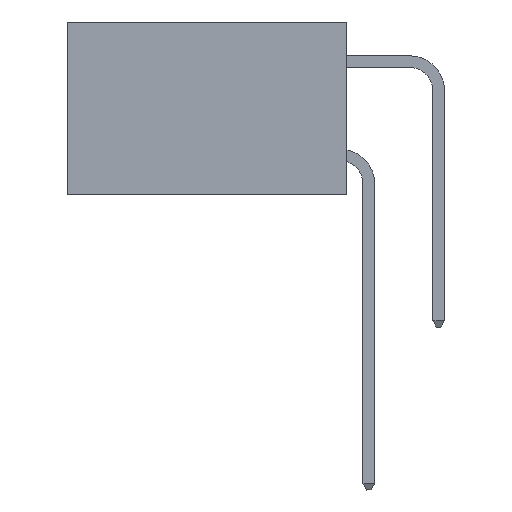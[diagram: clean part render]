
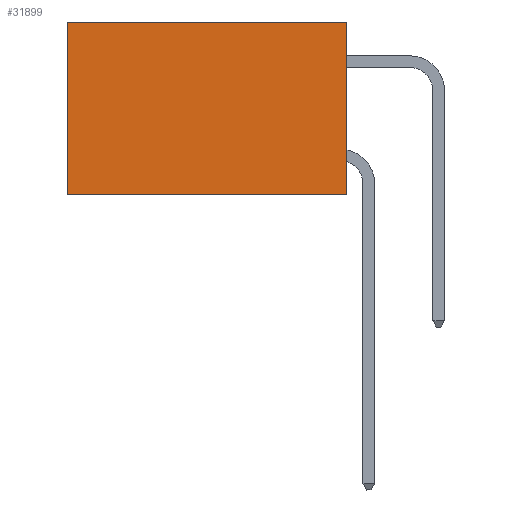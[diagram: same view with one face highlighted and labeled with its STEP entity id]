
A CAD part, left-side view. The second image highlights one B-rep face of the part: STEP entity #31899.
In plain terms, the highlighted planar face has unit normal (-1, 0, 0).
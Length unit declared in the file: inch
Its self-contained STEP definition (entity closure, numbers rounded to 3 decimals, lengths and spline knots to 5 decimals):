
#216 = EDGE_LOOP ( 'NONE', ( #21270, #20311, #29726, #30511 ) ) ;
#1558 = DIRECTION ( 'NONE',  ( 0., 1., 0. ) ) ;
#1810 = CARTESIAN_POINT ( 'NONE',  ( 0.2875, 0.6, 0. ) ) ;
#4801 = EDGE_CURVE ( 'NONE', #11301, #5622, #11975, .T. ) ;
#5622 = VERTEX_POINT ( 'NONE', #20182 ) ;
#6881 = LINE ( 'NONE', #8974, #27617 ) ;
#8974 = CARTESIAN_POINT ( 'NONE',  ( 0.2875, 0., -0.37 ) ) ;
#9222 = VECTOR ( 'NONE', #10364, 39.37008 ) ;
#10364 = DIRECTION ( 'NONE',  ( 0., 0., -1. ) ) ;
#11301 = VERTEX_POINT ( 'NONE', #19424 ) ;
#11650 = LINE ( 'NONE', #1810, #30821 ) ;
#11798 = VERTEX_POINT ( 'NONE', #20072 ) ;
#11963 = EDGE_CURVE ( 'NONE', #5622, #17752, #6881, .T. ) ;
#11975 = LINE ( 'NONE', #18232, #9222 ) ;
#12905 = DIRECTION ( 'NONE',  ( 1., 0., 0. ) ) ;
#15912 = EDGE_CURVE ( 'NONE', #11798, #17752, #11650, .T. ) ;
#17752 = VERTEX_POINT ( 'NONE', #26393 ) ;
#18232 = CARTESIAN_POINT ( 'NONE',  ( 0.2875, 0., 0. ) ) ;
#19424 = CARTESIAN_POINT ( 'NONE',  ( 0.2875, 0., 0. ) ) ;
#20072 = CARTESIAN_POINT ( 'NONE',  ( 0.2875, 0.6, 0. ) ) ;
#20182 = CARTESIAN_POINT ( 'NONE',  ( 0.2875, 0., -0.37 ) ) ;
#20301 = VECTOR ( 'NONE', #24506, 39.37008 ) ;
#20311 = ORIENTED_EDGE ( 'NONE', *, *, #11963, .F. ) ;
#21270 = ORIENTED_EDGE ( 'NONE', *, *, #15912, .T. ) ;
#21475 = LINE ( 'NONE', #32277, #20301 ) ;
#22063 = DIRECTION ( 'NONE',  ( 0., 0., -1. ) ) ;
#24506 = DIRECTION ( 'NONE',  ( 0., 1., 0. ) ) ;
#24912 = PLANE ( 'NONE',  #26648 ) ;
#26393 = CARTESIAN_POINT ( 'NONE',  ( 0.2875, 0.6, -0.37 ) ) ;
#26648 = AXIS2_PLACEMENT_3D ( 'NONE', #27434, #12905, #29872 ) ;
#26974 = FACE_OUTER_BOUND ( 'NONE', #216, .T. ) ;
#27434 = CARTESIAN_POINT ( 'NONE',  ( 0.2875, 0., 0. ) ) ;
#27617 = VECTOR ( 'NONE', #1558, 39.37008 ) ;
#29594 = EDGE_CURVE ( 'NONE', #11301, #11798, #21475, .T. ) ;
#29726 = ORIENTED_EDGE ( 'NONE', *, *, #4801, .F. ) ;
#29872 = DIRECTION ( 'NONE',  ( 0., 0., -1. ) ) ;
#30511 = ORIENTED_EDGE ( 'NONE', *, *, #29594, .T. ) ;
#30821 = VECTOR ( 'NONE', #22063, 39.37008 ) ;
#31899 = ADVANCED_FACE ( 'NONE', ( #26974 ), #24912, .F. ) ;
#32277 = CARTESIAN_POINT ( 'NONE',  ( 0.2875, 0., 0. ) ) ;
